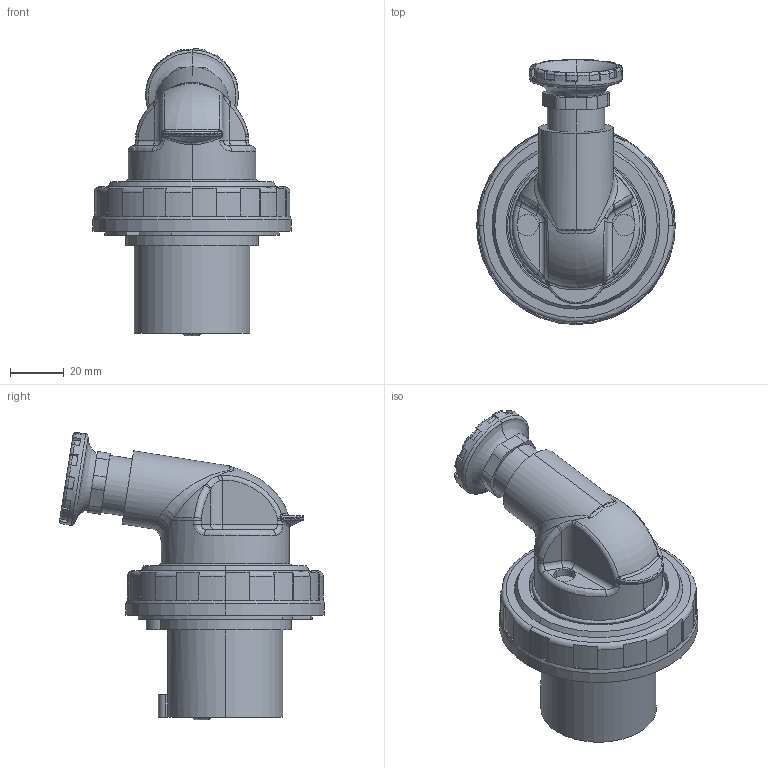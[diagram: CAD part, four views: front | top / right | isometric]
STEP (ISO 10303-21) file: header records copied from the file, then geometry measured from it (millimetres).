
FILE_DESCRIPTION((''),'2;1');
FILE_NAME('GW60108_ASM','2021-09-29T13:17:27',('User'),('Axiro Italia'),'CREO PARAMETRIC BY PTC INC, 2020354','CREO PARAMETRIC BY PTC INC, 2020354','');
FILE_SCHEMA(('CONFIG_CONTROL_DESIGN'));
Length unit declared in the file: millimetre
Products named in the file (4): GW60108_COMPONENTE_A_OR; GW60108_COMPONENTE_B_OR; GW60108_COMPONENTE_C_OR; GW60108_ASM
Assembly tree (3 placements, depth 2):
  GW60108_ASM
    GW60108_COMPONENTE_A_OR
    GW60108_COMPONENTE_B_OR
    GW60108_COMPONENTE_C_OR
Bounding box: 74 x 98.7 x 107.01 mm (x, y, z)
Volume: 82223.7 mm3; surface area: 61558.7 mm2
Topology: 3 solids, 3 shells, 541 faces, 1375 edges, 861 vertices
Faces by surface type: cylinder 200, plane 190, torus 72, bspline 58, sphere 8, cone 7, revolution 6
Entity records: 21150 total; most frequent: CARTESIAN_POINT 7957, DIRECTION 2863, ORIENTED_EDGE 2746, EDGE_CURVE 1373, AXIS2_PLACEMENT_3D 1168, VERTEX_POINT 861, CIRCLE 684, EDGE_LOOP 578
